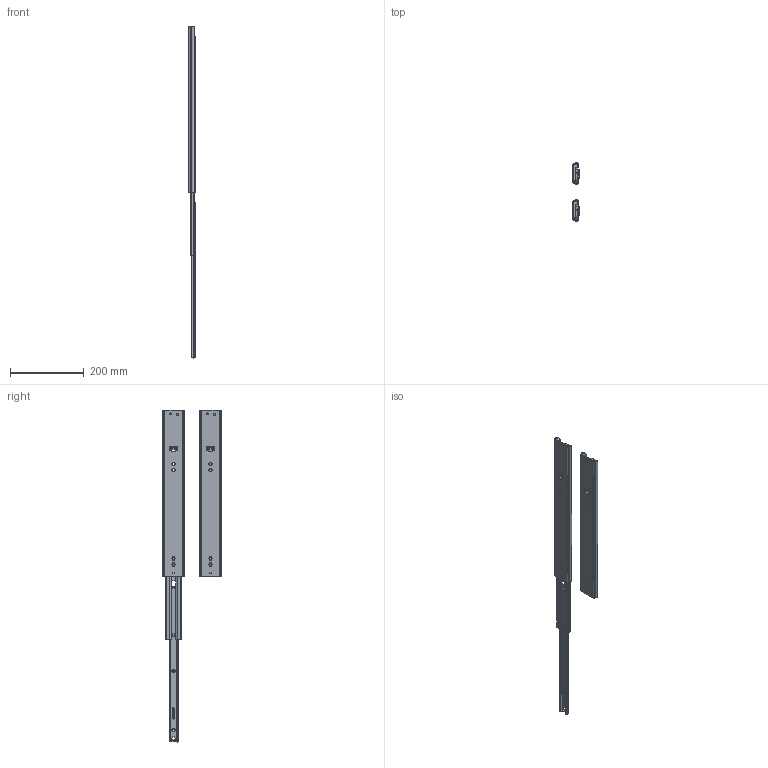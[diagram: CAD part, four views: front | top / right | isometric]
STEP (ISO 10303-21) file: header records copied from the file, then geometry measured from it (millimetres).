
FILE_DESCRIPTION(/* description */ ('Vollauszug Serie 038 450x450'),/* implementation_level */ '2;1');
FILE_NAME(/* name */ '07000920003.stp',/* time_stamp */ '2022-12-05T14:14:33+01:00',/* author */ ('Dennis Bruder'),/* organization */ (''),/* preprocessor_version */ 'ST-DEVELOPER v18.1',/* originating_system */ 'Autodesk Inventor 2022',/* authorisation */ '');
FILE_SCHEMA (('AUTOMOTIVE_DESIGN { 1 0 10303 214 3 1 1 }'));
Products named in the file (1): 07000920003
Bounding box: 17.5 x 157.4 x 899.19 mm (x, y, z)
Volume: 360515.4 mm3; surface area: 365004.3 mm2
Topology: 6 solids, 6 shells, 2486 faces, 6822 edges, 4316 vertices
Faces by surface type: cylinder 1058, plane 988, bspline 140, cone 139, torus 114, sphere 47
Full cylindrical faces by diameter (mm): 2.58 x2, 2.787 x2, 4 x6, 4.2 x4, 4.5 x2, 4.6 x6, 6.1 x2, 8.5 x2
Entity records: 88673 total; most frequent: CARTESIAN_POINT 23015, ORIENTED_EDGE 13528, DIRECTION 13201, EDGE_CURVE 6764, AXIS2_PLACEMENT_3D 4798, VERTEX_POINT 4316, LINE 3605, VECTOR 3605
